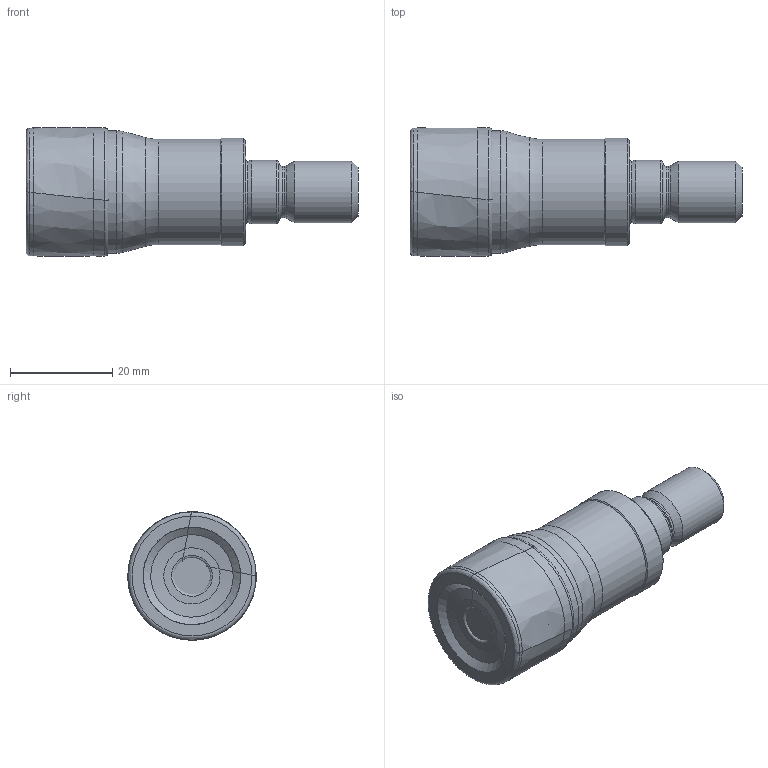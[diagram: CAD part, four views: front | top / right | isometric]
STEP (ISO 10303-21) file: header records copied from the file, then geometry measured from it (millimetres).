
FILE_DESCRIPTION(/* description */ (''),/* implementation_level */ '2;1');
FILE_NAME(/* name */ 'AEM90-AX1705-D25-M12-L43-Z02-H.stp',/* time_stamp */ '2023-10-19T10:42:06+03:00',/* author */ (''),/* organization */ (''),/* preprocessor_version */ 'ST-DEVELOPER v19.4',/* originating_system */ 'SIEMENS PLM Software NX2306.5001',/* authorisation */ '');
FILE_SCHEMA (('AUTOMOTIVE_DESIGN { 1 0 10303 214 3 1 1 1 }'));
Length unit declared in the file: millimetre
Products named in the file (1): AEM90-AX1705-D25-M12-L43-Z02-H-LIGHT_x_t_objects
Bounding box: 64.98 x 25.15 x 25.16 mm (x, y, z)
Volume: 25862 mm3; surface area: 6929.6 mm2
Topology: 2 solids, 2 shells, 67 faces, 129 edges, 66 vertices
Faces by surface type: bspline 40, cone 10, cylinder 7, torus 6, plane 4
Full cylindrical faces by diameter (mm): 10 x1, 12 x1, 12.1 x1, 12.5 x1, 20.6 x1, 21 x1, 24 x1
Entity records: 2112 total; most frequent: CARTESIAN_POINT 932, DIRECTION 236, ORIENTED_EDGE 212, EDGE_CURVE 106, AXIS2_PLACEMENT_3D 106, EDGE_LOOP 92, CIRCLE 70, ADVANCED_FACE 67
